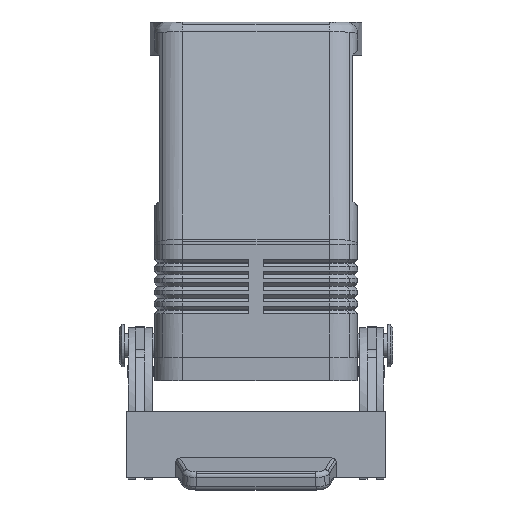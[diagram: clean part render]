
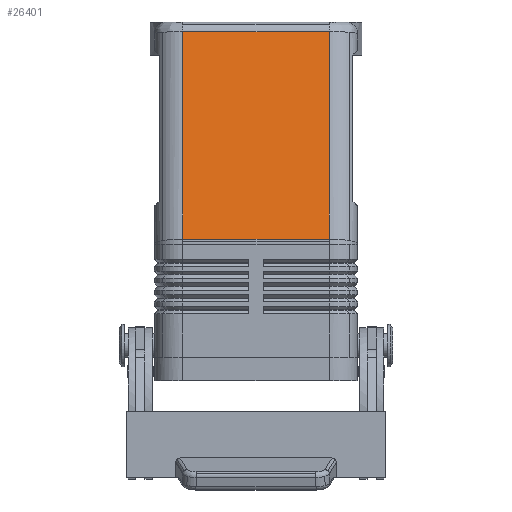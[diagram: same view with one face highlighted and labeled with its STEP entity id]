
A CAD part, left-side view. The second image highlights one B-rep face of the part: STEP entity #26401.
In plain terms, the highlighted planar face has unit normal (-0.983, 0, 0.185).
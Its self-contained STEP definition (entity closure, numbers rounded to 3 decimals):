
#1514=CARTESIAN_POINT('',(-46.647,-15.5,30.05));
#1515=VERTEX_POINT('',#1514);
#1523=CARTESIAN_POINT('',(-46.647,15.5,30.05));
#1524=VERTEX_POINT('',#1523);
#1525=CARTESIAN_POINT('',(-46.647,-15.5,30.05));
#1526=DIRECTION('',(0.0,1.0,0.0));
#1527=VECTOR('',#1526,31.);
#1528=LINE('',#1525,#1527);
#1529=EDGE_CURVE('',#1515,#1524,#1528,.T.);
#25959=CARTESIAN_POINT('',(-38.383,-15.5,73.962));
#25960=VERTEX_POINT('',#25959);
#25968=CARTESIAN_POINT('',(-38.383,-15.5,73.962));
#25969=DIRECTION('',(-0.185,0.,-0.983));
#25970=VECTOR('',#25969,44.683);
#25971=LINE('',#25968,#25970);
#25972=EDGE_CURVE('',#25960,#1515,#25971,.T.);
#26378=CARTESIAN_POINT('',(-38.0,0.0,76.0));
#26379=DIRECTION('',(-0.983,0.0,0.185));
#26380=DIRECTION('',(0.185,0.0,0.983));
#26381=AXIS2_PLACEMENT_3D('',#26378,#26379,#26380);
#26382=PLANE('',#26381);
#26383=ORIENTED_EDGE('',*,*,#25972,.F.);
#26384=CARTESIAN_POINT('',(-38.383,15.5,73.962));
#26385=VERTEX_POINT('',#26384);
#26386=CARTESIAN_POINT('',(-38.383,15.5,73.962));
#26387=DIRECTION('',(0.0,-1.0,0.0));
#26388=VECTOR('',#26387,31.);
#26389=LINE('',#26386,#26388);
#26390=EDGE_CURVE('',#26385,#25960,#26389,.T.);
#26391=ORIENTED_EDGE('',*,*,#26390,.F.);
#26392=CARTESIAN_POINT('',(-46.647,15.5,30.05));
#26393=DIRECTION('',(0.185,0.,0.983));
#26394=VECTOR('',#26393,44.683);
#26395=LINE('',#26392,#26394);
#26396=EDGE_CURVE('',#1524,#26385,#26395,.T.);
#26397=ORIENTED_EDGE('',*,*,#26396,.F.);
#26398=ORIENTED_EDGE('',*,*,#1529,.F.);
#26399=EDGE_LOOP('',(#26383,#26391,#26397,#26398));
#26400=FACE_OUTER_BOUND('',#26399,.T.);
#26401=ADVANCED_FACE('',(#26400),#26382,.T.);
